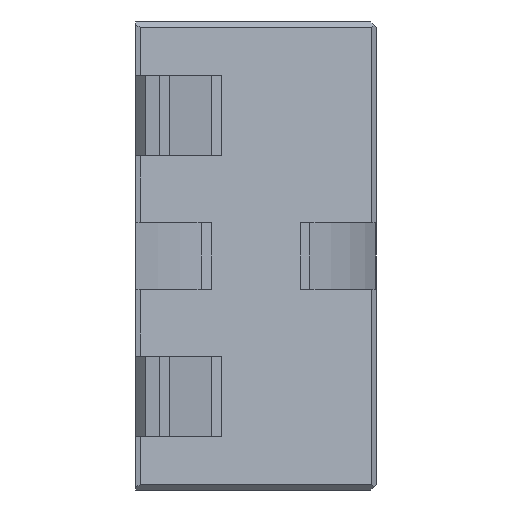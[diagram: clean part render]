
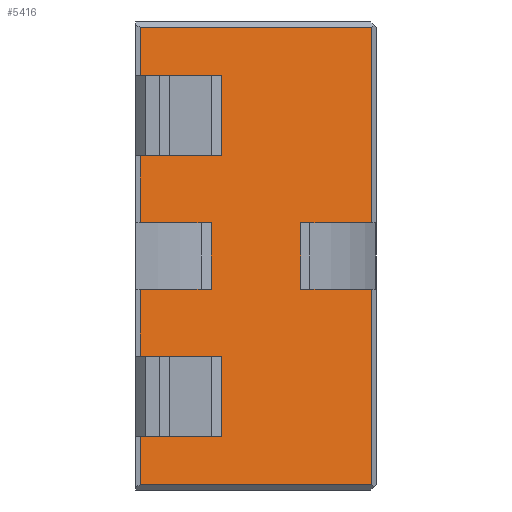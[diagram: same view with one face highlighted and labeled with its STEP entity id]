
A CAD part, left-side view. The second image highlights one B-rep face of the part: STEP entity #5416.
In plain terms, the highlighted planar face has unit normal (-0.866, -0.5, 0).
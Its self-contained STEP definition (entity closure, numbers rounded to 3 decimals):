
#557=FACE_OUTER_BOUND('',#847,.T.);
#847=EDGE_LOOP('',(#4050,#4051,#4052,#4053,#4054,#4055,#4056,#4057,#4058,
#4059,#4060,#4061,#4062,#4063,#4064,#4065,#4066,#4067,#4068,#4069));
#1225=LINE('',#7224,#1765);
#1231=LINE('',#7236,#1771);
#1246=LINE('',#7266,#1786);
#1249=LINE('',#7271,#1789);
#1256=LINE('',#7284,#1796);
#1263=LINE('',#7297,#1803);
#1266=LINE('',#7304,#1806);
#1270=LINE('',#7312,#1810);
#1279=LINE('',#7388,#1819);
#1287=LINE('',#7408,#1827);
#1288=LINE('',#7411,#1828);
#1317=LINE('',#7473,#1857);
#1319=LINE('',#7480,#1859);
#1321=LINE('',#7483,#1861);
#1331=LINE('',#7551,#1871);
#1332=LINE('',#7553,#1872);
#1334=LINE('',#7557,#1874);
#1335=LINE('',#7558,#1875);
#1336=LINE('',#7559,#1876);
#1337=LINE('',#7560,#1877);
#1765=VECTOR('',#6074,10.);
#1771=VECTOR('',#6084,10.);
#1786=VECTOR('',#6111,10.);
#1789=VECTOR('',#6116,10.);
#1796=VECTOR('',#6131,10.);
#1803=VECTOR('',#6144,10.);
#1806=VECTOR('',#6151,10.);
#1810=VECTOR('',#6159,10.);
#1819=VECTOR('',#6288,10.);
#1827=VECTOR('',#6302,10.);
#1828=VECTOR('',#6305,10.);
#1857=VECTOR('',#6354,10.);
#1859=VECTOR('',#6360,10.);
#1861=VECTOR('',#6364,10.);
#1871=VECTOR('',#6380,10.);
#1872=VECTOR('',#6383,10.);
#1874=VECTOR('',#6387,10.);
#1875=VECTOR('',#6388,10.);
#1876=VECTOR('',#6389,10.);
#1877=VECTOR('',#6390,10.);
#2300=VERTEX_POINT('',#7217);
#2303=VERTEX_POINT('',#7222);
#2304=VERTEX_POINT('',#7229);
#2307=VERTEX_POINT('',#7234);
#2316=VERTEX_POINT('',#7265);
#2317=VERTEX_POINT('',#7269);
#2319=VERTEX_POINT('',#7283);
#2322=VERTEX_POINT('',#7295);
#2324=VERTEX_POINT('',#7303);
#2326=VERTEX_POINT('',#7311);
#2331=VERTEX_POINT('',#7384);
#2333=VERTEX_POINT('',#7387);
#2338=VERTEX_POINT('',#7398);
#2342=VERTEX_POINT('',#7406);
#2343=VERTEX_POINT('',#7410);
#2366=VERTEX_POINT('',#7471);
#2368=VERTEX_POINT('',#7477);
#2369=VERTEX_POINT('',#7479);
#2384=VERTEX_POINT('',#7548);
#2385=VERTEX_POINT('',#7556);
#2867=EDGE_CURVE('',#2303,#2300,#1225,.T.);
#2873=EDGE_CURVE('',#2307,#2304,#1231,.T.);
#2888=EDGE_CURVE('',#2316,#2304,#1246,.T.);
#2891=EDGE_CURVE('',#2307,#2317,#1249,.T.);
#2898=EDGE_CURVE('',#2319,#2300,#1256,.T.);
#2905=EDGE_CURVE('',#2303,#2322,#1263,.T.);
#2908=EDGE_CURVE('',#2319,#2324,#1266,.T.);
#2912=EDGE_CURVE('',#2316,#2326,#1270,.T.);
#2950=EDGE_CURVE('',#2333,#2331,#1279,.T.);
#2960=EDGE_CURVE('',#2338,#2342,#1287,.T.);
#2961=EDGE_CURVE('',#2343,#2324,#1288,.T.);
#2993=EDGE_CURVE('',#2366,#2322,#1317,.T.);
#2996=EDGE_CURVE('',#2369,#2368,#1319,.T.);
#2998=EDGE_CURVE('',#2369,#2317,#1321,.T.);
#3016=EDGE_CURVE('',#2326,#2384,#1331,.T.);
#3017=EDGE_CURVE('',#2384,#2331,#1332,.T.);
#3019=EDGE_CURVE('',#2385,#2366,#1334,.T.);
#3020=EDGE_CURVE('',#2338,#2385,#1335,.T.);
#3021=EDGE_CURVE('',#2333,#2342,#1336,.T.);
#3022=EDGE_CURVE('',#2343,#2368,#1337,.T.);
#4050=ORIENTED_EDGE('',*,*,#2905,.T.);
#4051=ORIENTED_EDGE('',*,*,#2993,.F.);
#4052=ORIENTED_EDGE('',*,*,#3019,.F.);
#4053=ORIENTED_EDGE('',*,*,#3020,.F.);
#4054=ORIENTED_EDGE('',*,*,#2960,.T.);
#4055=ORIENTED_EDGE('',*,*,#3021,.F.);
#4056=ORIENTED_EDGE('',*,*,#2950,.T.);
#4057=ORIENTED_EDGE('',*,*,#3017,.F.);
#4058=ORIENTED_EDGE('',*,*,#3016,.F.);
#4059=ORIENTED_EDGE('',*,*,#2912,.F.);
#4060=ORIENTED_EDGE('',*,*,#2888,.T.);
#4061=ORIENTED_EDGE('',*,*,#2873,.F.);
#4062=ORIENTED_EDGE('',*,*,#2891,.T.);
#4063=ORIENTED_EDGE('',*,*,#2998,.F.);
#4064=ORIENTED_EDGE('',*,*,#2996,.T.);
#4065=ORIENTED_EDGE('',*,*,#3022,.F.);
#4066=ORIENTED_EDGE('',*,*,#2961,.T.);
#4067=ORIENTED_EDGE('',*,*,#2908,.F.);
#4068=ORIENTED_EDGE('',*,*,#2898,.T.);
#4069=ORIENTED_EDGE('',*,*,#2867,.F.);
#5261=PLANE('',#5761);
#5416=ADVANCED_FACE('',(#557),#5261,.T.);
#5761=AXIS2_PLACEMENT_3D('',#7555,#6385,#6386);
#6074=DIRECTION('',(0.,0.,1.));
#6084=DIRECTION('',(0.,0.,1.));
#6111=DIRECTION('',(0.5,-0.866,0.));
#6116=DIRECTION('',(-0.5,0.866,0.));
#6131=DIRECTION('',(0.5,-0.866,0.));
#6144=DIRECTION('',(-0.5,0.866,0.));
#6151=DIRECTION('',(0.,0.,1.));
#6159=DIRECTION('',(0.,0.,1.));
#6288=DIRECTION('',(0.5,-0.866,0.));
#6302=DIRECTION('',(-0.5,0.866,0.));
#6305=DIRECTION('',(-0.5,0.866,0.));
#6354=DIRECTION('',(0.,0.,1.));
#6360=DIRECTION('',(0.5,-0.866,0.));
#6364=DIRECTION('',(0.,0.,1.));
#6380=DIRECTION('',(0.5,-0.866,0.));
#6383=DIRECTION('',(0.,0.,-1.));
#6385=DIRECTION('center_axis',(-0.866,-0.5,0.));
#6386=DIRECTION('ref_axis',(0.5,-0.866,0.));
#6387=DIRECTION('',(-0.5,0.866,0.));
#6388=DIRECTION('',(0.,0.,-1.));
#6389=DIRECTION('',(0.,0.,-1.));
#6390=DIRECTION('',(0.,0.,1.));
#7217=CARTESIAN_POINT('',(-17.061,-6.449,10.));
#7222=CARTESIAN_POINT('',(-17.061,-6.449,4.));
#7224=CARTESIAN_POINT('',(-17.061,-6.449,2.));
#7229=CARTESIAN_POINT('',(-17.061,-6.449,31.));
#7234=CARTESIAN_POINT('',(-17.061,-6.449,25.));
#7236=CARTESIAN_POINT('',(-17.061,-6.449,12.5));
#7265=CARTESIAN_POINT('',(-20.585,-0.346,31.));
#7266=CARTESIAN_POINT('',(-20.344,-0.763,31.));
#7269=CARTESIAN_POINT('',(-20.585,-0.346,25.));
#7271=CARTESIAN_POINT('',(-20.76,-0.043,25.));
#7283=CARTESIAN_POINT('',(-20.585,-0.346,10.));
#7284=CARTESIAN_POINT('',(-20.344,-0.763,10.));
#7295=CARTESIAN_POINT('',(-20.585,-0.346,4.));
#7297=CARTESIAN_POINT('',(-20.76,-0.043,4.));
#7303=CARTESIAN_POINT('',(-20.585,-0.346,15.));
#7304=CARTESIAN_POINT('',(-20.585,-0.346,0.));
#7311=CARTESIAN_POINT('',(-20.585,-0.346,34.6));
#7312=CARTESIAN_POINT('',(-20.585,-0.346,0.));
#7384=CARTESIAN_POINT('',(-10.592,-17.654,20.));
#7387=CARTESIAN_POINT('',(-13.652,-12.353,20.));
#7388=CARTESIAN_POINT('',(-18.187,-4.5,20.));
#7398=CARTESIAN_POINT('',(-10.592,-17.654,15.));
#7406=CARTESIAN_POINT('',(-13.652,-12.353,15.));
#7408=CARTESIAN_POINT('',(-18.187,-4.5,15.));
#7410=CARTESIAN_POINT('',(-17.524,-5.647,15.));
#7411=CARTESIAN_POINT('',(-18.187,-4.5,15.));
#7471=CARTESIAN_POINT('',(-20.585,-0.346,0.4));
#7473=CARTESIAN_POINT('',(-20.585,-0.346,0.));
#7477=CARTESIAN_POINT('',(-17.524,-5.647,20.));
#7479=CARTESIAN_POINT('',(-20.585,-0.346,20.));
#7480=CARTESIAN_POINT('',(-18.187,-4.5,20.));
#7483=CARTESIAN_POINT('',(-20.585,-0.346,0.));
#7548=CARTESIAN_POINT('',(-10.592,-17.654,34.6));
#7551=CARTESIAN_POINT('',(-18.187,-4.5,34.6));
#7553=CARTESIAN_POINT('',(-10.592,-17.654,0.));
#7555=CARTESIAN_POINT('Origin',(-20.785,0.,
0.));
#7556=CARTESIAN_POINT('',(-10.592,-17.654,0.4));
#7557=CARTESIAN_POINT('',(-18.187,-4.5,0.4));
#7558=CARTESIAN_POINT('',(-10.592,-17.654,0.));
#7559=CARTESIAN_POINT('',(-13.652,-12.353,17.5));
#7560=CARTESIAN_POINT('',(-17.524,-5.647,17.5));
